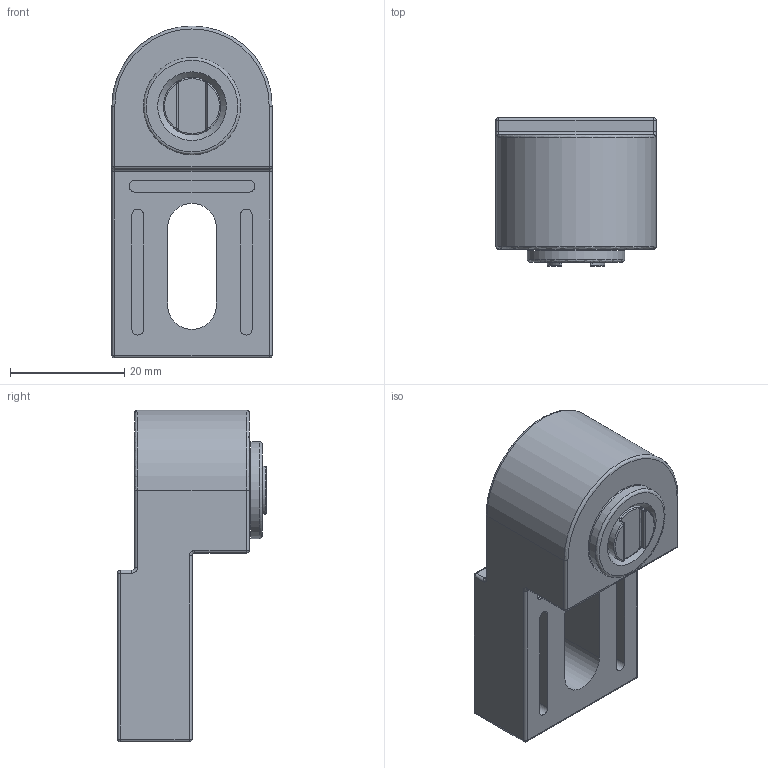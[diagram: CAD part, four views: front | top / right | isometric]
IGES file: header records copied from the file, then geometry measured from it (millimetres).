
Global section: file name: 624532.stp.ipt; native system: Autodesk Inventor 2014; preprocessor: unknown; author: zeman; date: 20151016.101920; units: millimetre
Bounding box: 28 x 26 x 58 mm (x, y, z)
Volume: 19902.1 mm3; surface area: 10331.4 mm2
Topology: 3 solids, 3 shells, 133 faces, 294 edges, 169 vertices
Faces by surface type: plane 43, revolution 34, cylinder 34, sphere 12, cone 6, bspline 4
Full cylindrical faces by diameter (mm): 10 x1, 13 x7, 17 x1
